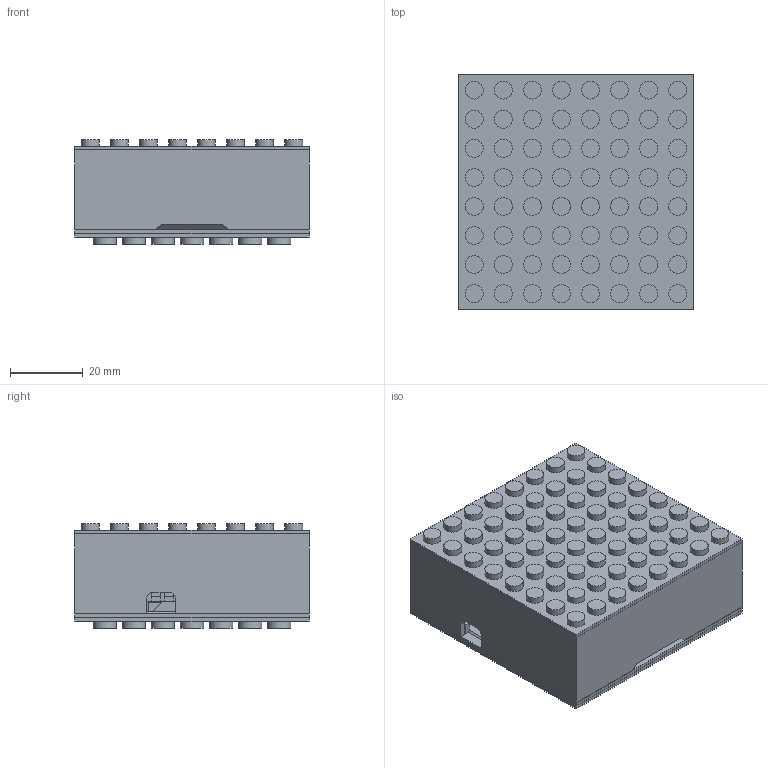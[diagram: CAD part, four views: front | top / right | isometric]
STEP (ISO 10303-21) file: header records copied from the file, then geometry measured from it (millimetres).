
FILE_DESCRIPTION(/* description */ (''),/* implementation_level */ '2;1');
FILE_NAME(/* name */ '3xAA Battery LEGO.step',/* time_stamp */ '2018-08-04T13:19:51-04:00',/* author */ ('Adafruit'),/* organization */ (''),/* preprocessor_version */ 'ST-DEVELOPER v17',/* originating_system */ 'Autodesk Translation Framework v7.1.0.215',/* authorisation */ '');
FILE_SCHEMA (('AUTOMOTIVE_DESIGN { 1 0 10303 214 3 1 1 }'));
Length unit declared in the file: millimetre
Products named in the file (7): 3xAA Battery LEGO; Holder; Bottom Tubes; Bottom Cover; Case; Top Studs; 3xAA-BC3AAW v7
Assembly tree (6 placements, depth 3):
  3xAA Battery LEGO
    Holder
      Bottom Tubes
      Bottom Cover
      Case
      Top Studs
    3xAA-BC3AAW v7
Bounding box: 64.6 x 64.6 x 28.81 mm (x, y, z)
Volume: 35885.4 mm3; surface area: 57075.3 mm2
Topology: 5 solids, 5 shells, 600 faces, 1242 edges, 828 vertices
Faces by surface type: plane 396, cylinder 204
Full cylindrical faces by diameter (mm): 3.048 x4, 4.9 x113, 6.048 x2, 6.4 x49, 7.6 x6
Entity records: 16347 total; most frequent: DIRECTION 2864, CARTESIAN_POINT 2859, ORIENTED_EDGE 2484, EDGE_CURVE 1242, AXIS2_PLACEMENT_3D 1025, VERTEX_POINT 828, LINE 814, VECTOR 814
